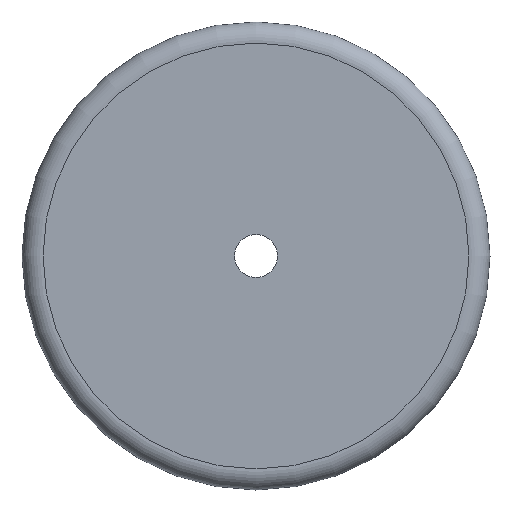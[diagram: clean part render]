
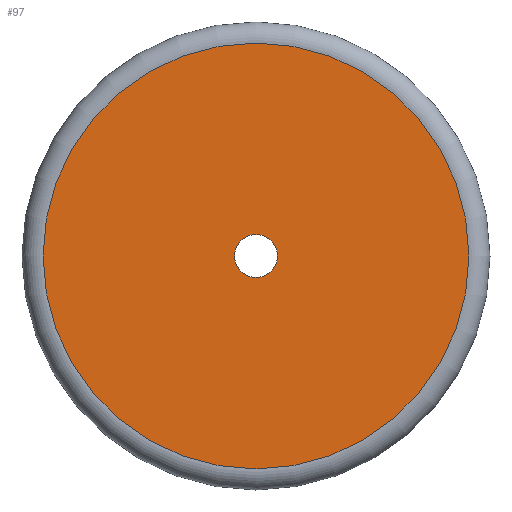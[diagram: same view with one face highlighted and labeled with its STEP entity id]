
A CAD part, front view. The second image highlights one B-rep face of the part: STEP entity #97.
In plain terms, the highlighted planar face has unit normal (0, -1, 0).
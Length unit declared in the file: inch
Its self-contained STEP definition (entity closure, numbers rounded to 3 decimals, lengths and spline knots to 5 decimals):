
#17=FACE_BOUND('',#31,.T.);
#19=PLANE('',#126);
#24=FACE_OUTER_BOUND('',#30,.T.);
#30=EDGE_LOOP('',(#88,#89));
#31=EDGE_LOOP('',(#90));
#37=CIRCLE('',#114,0.17188);
#44=CIRCLE('',#124,1.7126);
#45=CIRCLE('',#125,1.7126);
#47=VERTEX_POINT('',#165);
#53=VERTEX_POINT('',#182);
#54=VERTEX_POINT('',#184);
#57=EDGE_CURVE('',#47,#47,#37,.T.);
#65=EDGE_CURVE('',#54,#53,#44,.T.);
#66=EDGE_CURVE('',#53,#54,#45,.T.);
#88=ORIENTED_EDGE('',*,*,#65,.T.);
#89=ORIENTED_EDGE('',*,*,#66,.T.);
#90=ORIENTED_EDGE('',*,*,#57,.T.);
#97=ADVANCED_FACE('',(#24,#17),#19,.T.);
#114=AXIS2_PLACEMENT_3D('',#167,#134,#135);
#124=AXIS2_PLACEMENT_3D('',#185,#155,#156);
#125=AXIS2_PLACEMENT_3D('',#186,#157,#158);
#126=AXIS2_PLACEMENT_3D('',#187,#159,#160);
#134=DIRECTION('center_axis',(0.,1.,0.));
#135=DIRECTION('ref_axis',(-1.,0.,0.));
#155=DIRECTION('center_axis',(0.,-1.,0.));
#156=DIRECTION('ref_axis',(1.,0.,0.));
#157=DIRECTION('center_axis',(0.,-1.,0.));
#158=DIRECTION('ref_axis',(1.,0.,0.));
#159=DIRECTION('center_axis',(0.,-1.,0.));
#160=DIRECTION('ref_axis',(0.,0.,-1.));
#165=CARTESIAN_POINT('',(0.17188,0.,0.));
#167=CARTESIAN_POINT('Origin',(0.,0.,0.));
#182=CARTESIAN_POINT('',(-1.7126,0.,0.));
#184=CARTESIAN_POINT('',(1.7126,0.,0.));
#185=CARTESIAN_POINT('Origin',(0.,0.,0.));
#186=CARTESIAN_POINT('Origin',(0.,0.,0.));
#187=CARTESIAN_POINT('Origin',(0.,0.,0.));
